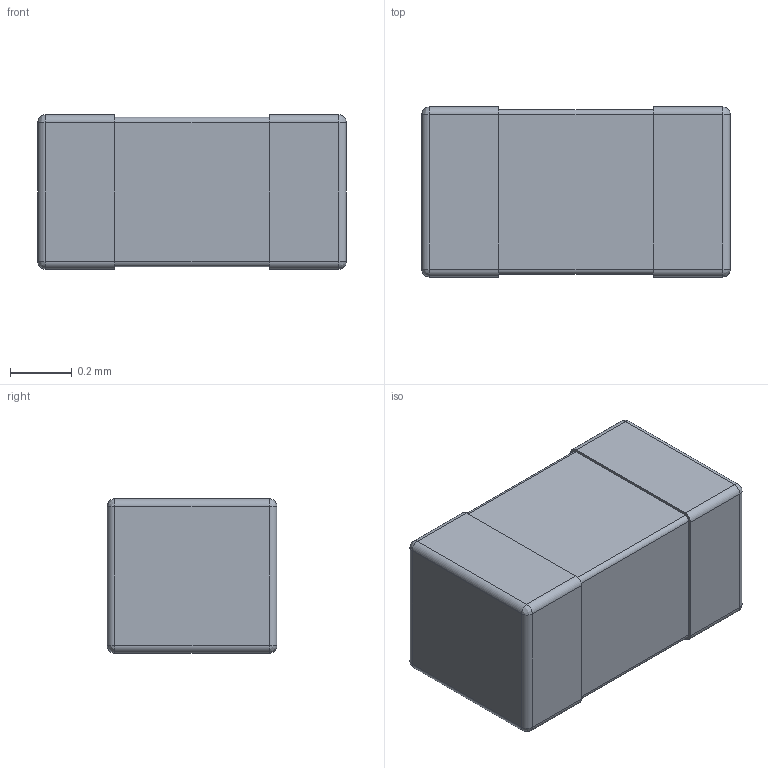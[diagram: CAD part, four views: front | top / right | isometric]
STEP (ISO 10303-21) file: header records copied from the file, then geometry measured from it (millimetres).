
FILE_DESCRIPTION(('FreeCAD Model'),'2;1');
FILE_NAME('Open CASCADE Shape Model','2025-02-22T15:03:47',(''),(''), 'Open CASCADE STEP processor 7.8','FreeCAD','Unknown');
FILE_SCHEMA(('AUTOMOTIVE_DESIGN { 1 0 10303 214 1 1 1 1 }'));
Length unit declared in the file: millimetre
Products named in the file (4): NCP15WM474E03RC003; NCP15WM474E03RC; NCP15WM474E03RC001; NCP15WM474E03RC002
Assembly tree (3 placements, depth 2):
  NCP15WM474E03RC003
    NCP15WM474E03RC
    NCP15WM474E03RC001
    NCP15WM474E03RC002
Bounding box: 1 x 0.55 x 0.5 mm (x, y, z)
Volume: 0.3 mm3; surface area: 3.6 mm2
Topology: 3 solids, 3 shells, 46 faces, 104 edges, 56 vertices
Faces by surface type: cylinder 20, plane 18, bspline 8
Entity records: 1388 total; most frequent: CARTESIAN_POINT 322, DIRECTION 220, ORIENTED_EDGE 192, EDGE_CURVE 96, AXIS2_PLACEMENT_3D 82, VERTEX_POINT 56, LINE 56, VECTOR 56
